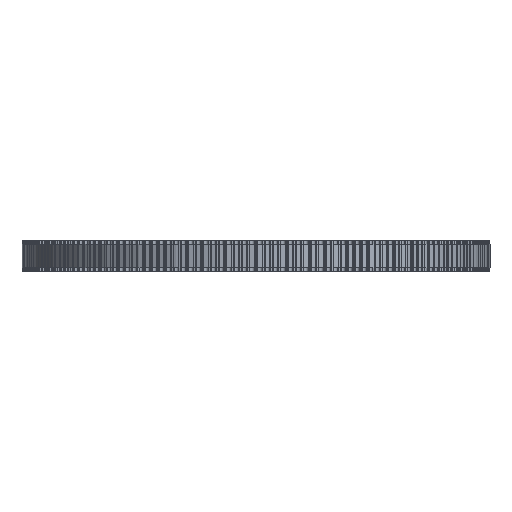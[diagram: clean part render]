
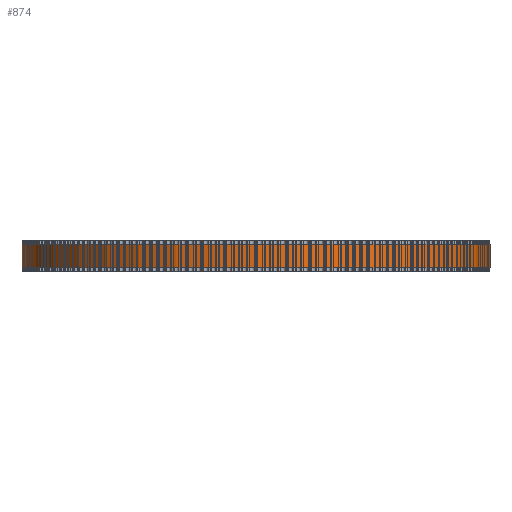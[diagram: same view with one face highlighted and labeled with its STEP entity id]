
A CAD part, front view. The second image highlights one B-rep face of the part: STEP entity #874.
In plain terms, the highlighted cylindrical face has radius 59.842 mm (diameter 119.685 mm), a full revolution.
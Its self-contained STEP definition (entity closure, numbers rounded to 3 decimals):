
#97=FACE_BOUND('',#3136,.T.);
#98=FACE_BOUND('',#3137,.T.);
#874=ADVANCED_FACE('',(#97,#98),#1627,.T.);
#1627=CYLINDRICAL_SURFACE('',#16687,59.842);
#3136=EDGE_LOOP('',(#9154));
#3137=EDGE_LOOP('',(#9155));
#9154=ORIENTED_EDGE('',*,*,#12918,.T.);
#9155=ORIENTED_EDGE('',*,*,#12919,.T.);
#10660=VERTEX_POINT('',#26480);
#10661=VERTEX_POINT('',#26482);
#12918=EDGE_CURVE('',#10660,#10660,#14424,.T.);
#12919=EDGE_CURVE('',#10661,#10661,#14425,.T.);
#14424=CIRCLE('',#16685,59.842);
#14425=CIRCLE('',#16686,59.842);
#16685=AXIS2_PLACEMENT_3D('',#26479,#21958,#21959);
#16686=AXIS2_PLACEMENT_3D('',#26481,#21960,#21961);
#16687=AXIS2_PLACEMENT_3D('',#26483,#21962,#21963);
#21958=DIRECTION('',(0.,0.,1.));
#21959=DIRECTION('',(1.,0.,0.));
#21960=DIRECTION('',(0.,0.,-1.));
#21961=DIRECTION('',(1.,0.,0.));
#21962=DIRECTION('',(0.,0.,1.));
#21963=DIRECTION('',(1.,0.,0.));
#26479=CARTESIAN_POINT('',(0.,0.,1.));
#26480=CARTESIAN_POINT('',(59.842,0.,1.));
#26481=CARTESIAN_POINT('',(0.,0.,7.));
#26482=CARTESIAN_POINT('',(59.842,0.,7.));
#26483=CARTESIAN_POINT('',(0.,0.,1.));
